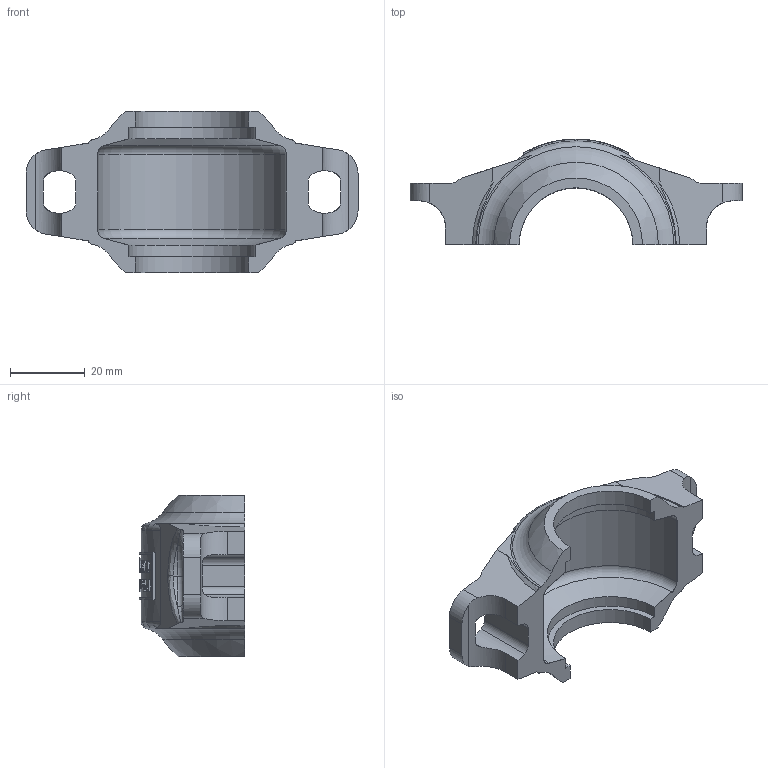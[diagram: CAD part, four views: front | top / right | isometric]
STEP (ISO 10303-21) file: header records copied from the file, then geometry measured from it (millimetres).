
FILE_DESCRIPTION(/* description */ (''),/* implementation_level */ '2;1');
FILE_NAME(/* name */ 'K_1.0_final.stp',/* time_stamp */ '2015-10-13T09:06:25-04:00',/* author */ ('abdullah.hafiz'),/* organization */ (''),/* preprocessor_version */ 'ST-DEVELOPER v15.6',/* originating_system */ 'Autodesk Inventor 2015',/* authorisation */ '');
FILE_SCHEMA (('AUTOMOTIVE_DESIGN { 1 0 10303 214 3 1 1 }'));
Length unit declared in the file: millimetre
Products named in the file (1): K_1.0_final
Bounding box: 89 x 28.31 x 43.18 mm (x, y, z)
Volume: 21317.6 mm3; surface area: 11495 mm2
Topology: 1 solids, 1 shells, 370 faces, 1014 edges, 672 vertices
Faces by surface type: plane 165, bspline 135, cylinder 58, torus 10, cone 2
Entity records: 14784 total; most frequent: CARTESIAN_POINT 6065, ORIENTED_EDGE 2028, DIRECTION 1448, EDGE_CURVE 1014, VERTEX_POINT 672, AXIS2_PLACEMENT_3D 492, LINE 464, VECTOR 464
